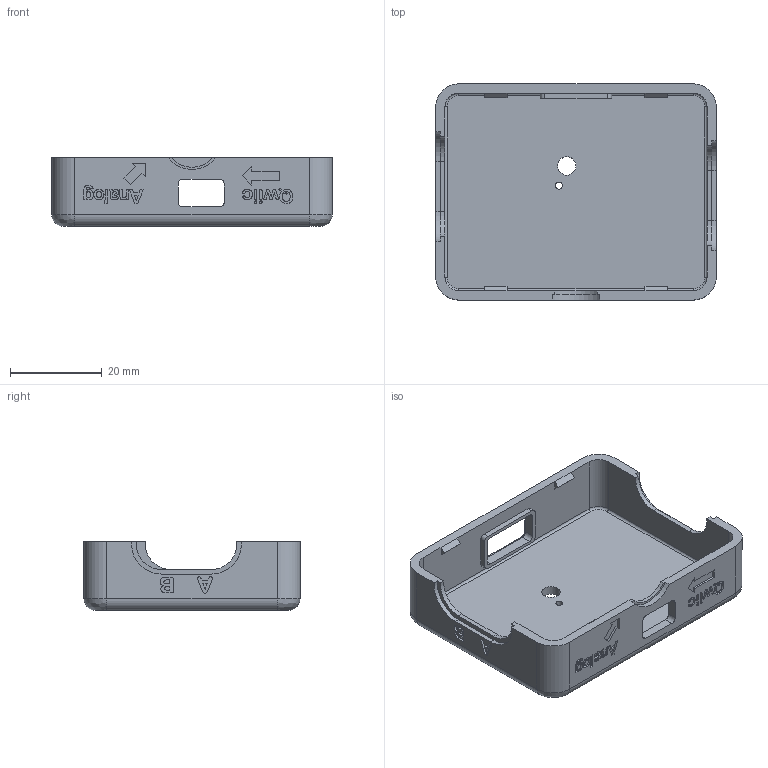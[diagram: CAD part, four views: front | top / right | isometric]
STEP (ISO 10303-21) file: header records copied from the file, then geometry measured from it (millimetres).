
FILE_DESCRIPTION(/* description */ (''),/* implementation_level */ '2;1');
FILE_NAME(/* name */ 'Enabled_Controller_Mini_Top.step',/* time_stamp */ '2023-06-28T17:23:47-07:00',/* author */ (''),/* organization */ (''),/* preprocessor_version */ 'ST-DEVELOPER v19.2',/* originating_system */ 'Autodesk Translation Framework v12.6.0.85',/* authorisation */ '');
FILE_SCHEMA (('AUTOMOTIVE_DESIGN { 1 0 10303 214 3 1 1 }'));
Products named in the file (2): Enabled_Controller_Mini_Top; Plastic-Case
Assembly tree (1 placements, depth 2):
  Enabled_Controller_Mini_Top
    Plastic-Case
Bounding box: 61 x 47 x 15 mm (x, y, z)
Volume: 9628.1 mm3; surface area: 10978.2 mm2
Topology: 1 solids, 1 shells, 1340 faces, 3780 edges, 2512 vertices
Faces by surface type: bspline 972, plane 322, cylinder 42, torus 4
Full cylindrical faces by diameter (mm): 1.5 x1, 4 x1
Entity records: 52224 total; most frequent: CARTESIAN_POINT 24131, ORIENTED_EDGE 7560, EDGE_CURVE 3780, DIRECTION 2678, VERTEX_POINT 2512, B_SPLINE_CURVE_WITH_KNOTS 1936, LINE 1752, VECTOR 1752
